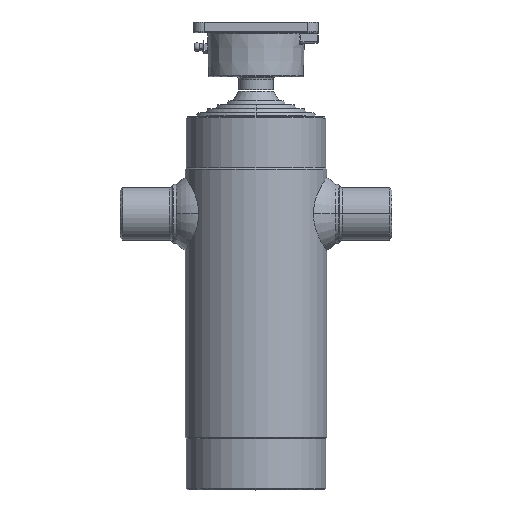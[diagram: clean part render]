
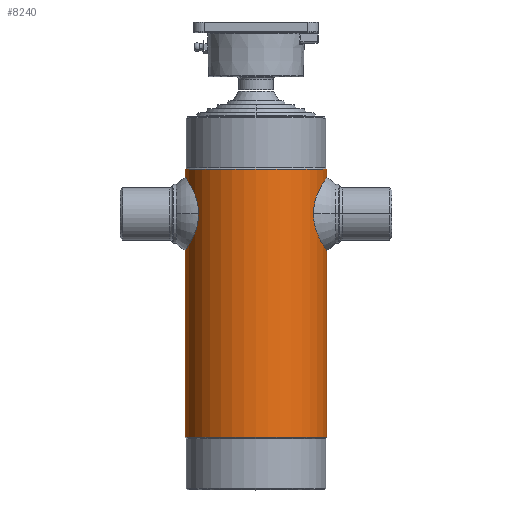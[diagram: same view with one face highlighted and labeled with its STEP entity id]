
A CAD part, top view. The second image highlights one B-rep face of the part: STEP entity #8240.
In plain terms, the highlighted cylindrical face has radius 54 mm (diameter 108 mm), a partial arc.
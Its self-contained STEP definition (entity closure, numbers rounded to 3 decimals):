
#48 = CARTESIAN_POINT ( 'NONE',  ( 54., 244., 0. ) ) ;
#203 = VECTOR ( 'NONE', #7916, 1000. ) ;
#409 = CARTESIAN_POINT ( 'NONE',  ( -53.978, 204.202, 1.555 ) ) ;
#466 = CARTESIAN_POINT ( 'NONE',  ( -53.7, 208.067, 5.683 ) ) ;
#483 = DIRECTION ( 'NONE',  ( 0., -1., 0. ) ) ;
#516 = CARTESIAN_POINT ( 'NONE',  ( -53.789, 213.654, 4.775 ) ) ;
#1184 = CARTESIAN_POINT ( 'NONE',  ( -54., 216., 0. ) ) ;
#1265 = EDGE_CURVE ( 'NONE', #3194, #7810, #9840, .T. ) ;
#1442 = VECTOR ( 'NONE', #4113, 1000. ) ;
#1631 = CARTESIAN_POINT ( 'NONE',  ( -53.952, 204.448, 2.299 ) ) ;
#1686 = CARTESIAN_POINT ( 'NONE',  ( -53.683, 208.634, 5.846 ) ) ;
#1746 = CARTESIAN_POINT ( 'NONE',  ( -53.855, 214.516, 3.969 ) ) ;
#1830 = CARTESIAN_POINT ( 'NONE',  ( 0., 244., 0. ) ) ;
#2260 = EDGE_CURVE ( 'NONE', #3194, #2809, #7103, .T. ) ;
#2693 = ORIENTED_EDGE ( 'NONE', *, *, #8643, .T. ) ;
#2789 = CYLINDRICAL_SURFACE ( 'NONE', #6354, 54. ) ;
#2809 = VERTEX_POINT ( 'NONE', #5177 ) ;
#2840 = CARTESIAN_POINT ( 'NONE',  ( -53.917, 204.8, 2.999 ) ) ;
#2898 = CARTESIAN_POINT ( 'NONE',  ( -53.666, 209.599, 6. ) ) ;
#2950 = CARTESIAN_POINT ( 'NONE',  ( -53.907, 215.094, 3.176 ) ) ;
#3040 = DIRECTION ( 'NONE',  ( -1., 0., 0. ) ) ;
#3082 = ORIENTED_EDGE ( 'NONE', *, *, #2260, .T. ) ;
#3119 = VECTOR ( 'NONE', #14897, 1000. ) ;
#3194 = VERTEX_POINT ( 'NONE', #8034 ) ;
#3758 = EDGE_CURVE ( 'NONE', #9998, #9007, #12542, .T. ) ;
#3865 = ORIENTED_EDGE ( 'NONE', *, *, #1265, .F. ) ;
#4067 = CARTESIAN_POINT ( 'NONE',  ( -53.877, 205.23, 3.661 ) ) ;
#4113 = DIRECTION ( 'NONE',  ( 0., -1., 0. ) ) ;
#4114 = CARTESIAN_POINT ( 'NONE',  ( -53.67, 210.782, 5.962 ) ) ;
#4175 = CARTESIAN_POINT ( 'NONE',  ( -53.935, 215.382, 2.66 ) ) ;
#4267 = ORIENTED_EDGE ( 'NONE', *, *, #3758, .F. ) ;
#4958 = CIRCLE ( 'NONE', #8208, 54. ) ;
#5099 = AXIS2_PLACEMENT_3D ( 'NONE', #1830, #10422, #3040 ) ;
#5177 = CARTESIAN_POINT ( 'NONE',  ( -54., 40., 0. ) ) ;
#5294 = CARTESIAN_POINT ( 'NONE',  ( -53.812, 206.031, 4.516 ) ) ;
#5350 = CARTESIAN_POINT ( 'NONE',  ( -53.688, 211.548, 5.8 ) ) ;
#5407 = CARTESIAN_POINT ( 'NONE',  ( -53.966, 215.69, 1.942 ) ) ;
#5437 = CARTESIAN_POINT ( 'NONE',  ( 54., -17.46, 0. ) ) ;
#6354 = AXIS2_PLACEMENT_3D ( 'NONE', #7953, #9155, #6702 ) ;
#6465 = CARTESIAN_POINT ( 'NONE',  ( -54., 204., 0. ) ) ;
#6522 = CARTESIAN_POINT ( 'NONE',  ( -53.749, 206.991, 5.205 ) ) ;
#6573 = CARTESIAN_POINT ( 'NONE',  ( -53.707, 212.112, 5.619 ) ) ;
#6624 = CARTESIAN_POINT ( 'NONE',  ( -53.996, 215.961, 0.789 ) ) ;
#6702 = DIRECTION ( 'NONE',  ( -1., 0., 0. ) ) ;
#7103 = LINE ( 'NONE', #12483, #3119 ) ;
#7261 = ORIENTED_EDGE ( 'NONE', *, *, #9678, .T. ) ;
#7701 = CARTESIAN_POINT ( 'NONE',  ( -53.983, 204.153, 1.362 ) ) ;
#7753 = CARTESIAN_POINT ( 'NONE',  ( -53.707, 207.879, 5.616 ) ) ;
#7775 = CARTESIAN_POINT ( 'NONE',  ( 0., 40., 0. ) ) ;
#7810 = VERTEX_POINT ( 'NONE', #1184 ) ;
#7823 = CARTESIAN_POINT ( 'NONE',  ( -53.749, 213.002, 5.21 ) ) ;
#7884 = CARTESIAN_POINT ( 'NONE',  ( -54., 216., 0. ) ) ;
#7916 = DIRECTION ( 'NONE',  ( 0., -1., 0. ) ) ;
#7953 = CARTESIAN_POINT ( 'NONE',  ( 0., -17.46, 0. ) ) ;
#8034 = CARTESIAN_POINT ( 'NONE',  ( -54., 204., 0. ) ) ;
#8208 = AXIS2_PLACEMENT_3D ( 'NONE', #7775, #483, #9064 ) ;
#8240 = ADVANCED_FACE ( 'NONE', ( #13006 ), #2789, .T. ) ;
#8643 = EDGE_CURVE ( 'NONE', #14346, #7810, #11248, .T. ) ;
#8976 = CARTESIAN_POINT ( 'NONE',  ( -53.966, 204.316, 1.931 ) ) ;
#9007 = VERTEX_POINT ( 'NONE', #12720 ) ;
#9039 = CARTESIAN_POINT ( 'NONE',  ( -53.688, 208.444, 5.798 ) ) ;
#9064 = DIRECTION ( 'NONE',  ( -1., 0., 0. ) ) ;
#9093 = CARTESIAN_POINT ( 'NONE',  ( -54., -17.46, 0. ) ) ;
#9094 = CARTESIAN_POINT ( 'NONE',  ( -53.811, 213.963, 4.522 ) ) ;
#9155 = DIRECTION ( 'NONE',  ( 0., -1., 0. ) ) ;
#9678 = EDGE_CURVE ( 'NONE', #9998, #14346, #10099, .T. ) ;
#9840 = B_SPLINE_CURVE_WITH_KNOTS ( 'NONE', 3,
 ( #6465, #13862, #15080, #7701, #409, #8976, #1631, #10220, #2840, #11447, #4067, #12719, #5294, #13917, #6522, #15144, #7753, #466, #9039, #1686, #10274, #2898, #11515, #4114, #12763, #5350, #13968, #6573, #15201, #7823, #516, #9094, #1746, #10328, #2950, #11571, #4175, #12810, #5407, #14024, #6624, #15253, #7884 ),
 .UNSPECIFIED., .F., .F.,
 ( 4, 2, 2, 1, 2, 2, 2, 2, 2, 2, 2, 2, 2, 2, 2, 2, 2, 2, 2, 2, 2, 4 ),
 ( 0.019, 0.02, 0.021, 0.021, 0.022, 0.022, 0.023, 0.025, 0.026, 0.026, 0.027, 0.028, 0.029, 0.03, 0.031, 0.032, 0.033, 0.034, 0.035, 0.035, 0.036, 0.038 ),
 .UNSPECIFIED. ) ;
#9998 = VERTEX_POINT ( 'NONE', #48 ) ;
#10099 = CIRCLE ( 'NONE', #5099, 54. ) ;
#10220 = CARTESIAN_POINT ( 'NONE',  ( -53.935, 204.615, 2.653 ) ) ;
#10274 = CARTESIAN_POINT ( 'NONE',  ( -53.67, 209.209, 5.96 ) ) ;
#10328 = CARTESIAN_POINT ( 'NONE',  ( -53.876, 214.765, 3.668 ) ) ;
#10422 = DIRECTION ( 'NONE',  ( 0., -1., 0. ) ) ;
#10548 = CARTESIAN_POINT ( 'NONE',  ( -54., 244., 0. ) ) ;
#11038 = EDGE_CURVE ( 'NONE', #9007, #2809, #4958, .T. ) ;
#11248 = LINE ( 'NONE', #9093, #1442 ) ;
#11447 = CARTESIAN_POINT ( 'NONE',  ( -53.907, 204.901, 3.169 ) ) ;
#11515 = CARTESIAN_POINT ( 'NONE',  ( -53.666, 210.392, 6. ) ) ;
#11571 = CARTESIAN_POINT ( 'NONE',  ( -53.917, 215.196, 3.006 ) ) ;
#12483 = CARTESIAN_POINT ( 'NONE',  ( -54., -17.46, 0. ) ) ;
#12542 = LINE ( 'NONE', #5437, #203 ) ;
#12719 = CARTESIAN_POINT ( 'NONE',  ( -53.855, 205.478, 3.963 ) ) ;
#12720 = CARTESIAN_POINT ( 'NONE',  ( 54., 40., 0. ) ) ;
#12763 = CARTESIAN_POINT ( 'NONE',  ( -53.682, 211.358, 5.848 ) ) ;
#12810 = CARTESIAN_POINT ( 'NONE',  ( -53.943, 215.465, 2.483 ) ) ;
#13006 = FACE_OUTER_BOUND ( 'NONE', #15246, .T. ) ;
#13852 = ORIENTED_EDGE ( 'NONE', *, *, #11038, .F. ) ;
#13862 = CARTESIAN_POINT ( 'NONE',  ( -54., 204., 0.392 ) ) ;
#13917 = CARTESIAN_POINT ( 'NONE',  ( -53.789, 206.339, 4.77 ) ) ;
#13968 = CARTESIAN_POINT ( 'NONE',  ( -53.7, 211.925, 5.686 ) ) ;
#14024 = CARTESIAN_POINT ( 'NONE',  ( -53.979, 215.806, 1.565 ) ) ;
#14346 = VERTEX_POINT ( 'NONE', #10548 ) ;
#14897 = DIRECTION ( 'NONE',  ( 0., -1., 0. ) ) ;
#15080 = CARTESIAN_POINT ( 'NONE',  ( -53.996, 204.038, 0.781 ) ) ;
#15144 = CARTESIAN_POINT ( 'NONE',  ( -53.731, 207.335, 5.39 ) ) ;
#15201 = CARTESIAN_POINT ( 'NONE',  ( -53.73, 212.658, 5.394 ) ) ;
#15246 = EDGE_LOOP ( 'NONE', ( #4267, #7261, #2693, #3865, #3082, #13852 ) ) ;
#15253 = CARTESIAN_POINT ( 'NONE',  ( -54., 216., 0.397 ) ) ;
